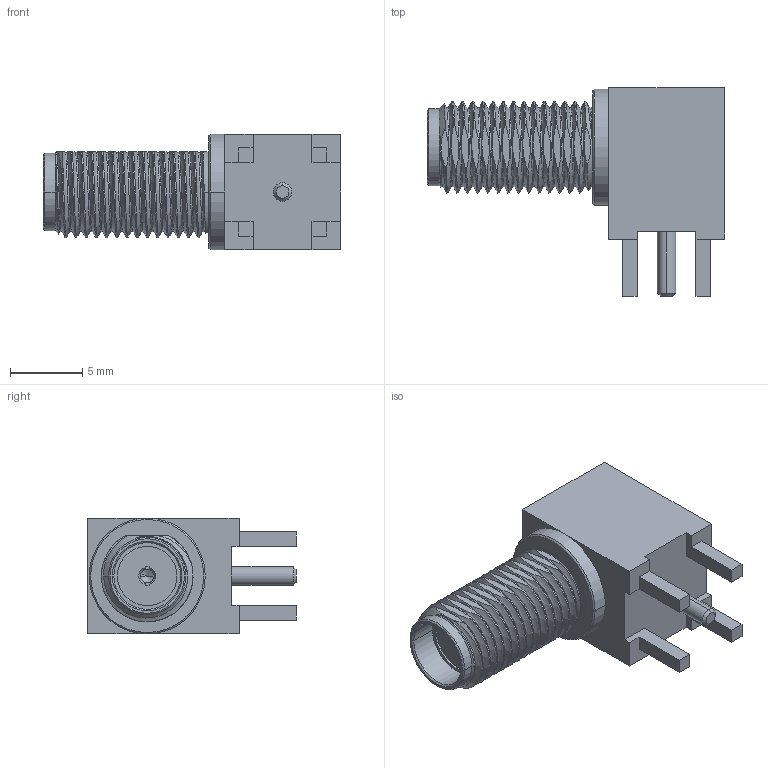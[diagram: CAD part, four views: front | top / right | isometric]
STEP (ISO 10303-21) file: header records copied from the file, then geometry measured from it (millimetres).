
FILE_DESCRIPTION((''),'2;1');
FILE_NAME('132203_SW0001','2024-08-20T11:02:32',('Sibi Charakvarthi'),(''),'CREO PARAMETRIC BY PTC INC, 2019444','CREO PARAMETRIC BY PTC INC, 2019444','');
FILE_SCHEMA(('CONFIG_CONTROL_DESIGN'));
Length unit declared in the file: millimetre
Products named in the file (1): 132203_SW0001
Bounding box: 20.5 x 14.38 x 8 mm (x, y, z)
Volume: 986 mm3; surface area: 939.1 mm2
Topology: 1 solids, 1 shells, 108 faces, 289 edges, 187 vertices
Faces by surface type: plane 59, cylinder 29, cone 17, bspline 3
Entity records: 12649 total; most frequent: CARTESIAN_POINT 10037, ORIENTED_EDGE 574, DIRECTION 472, EDGE_CURVE 287, VERTEX_POINT 187, VECTOR 158, LINE 158, AXIS2_PLACEMENT_3D 157
